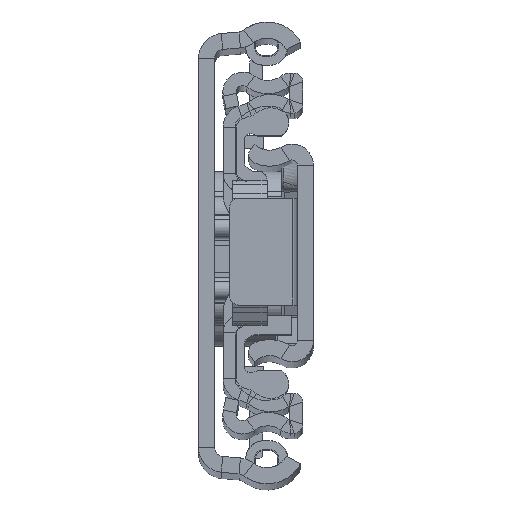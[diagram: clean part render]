
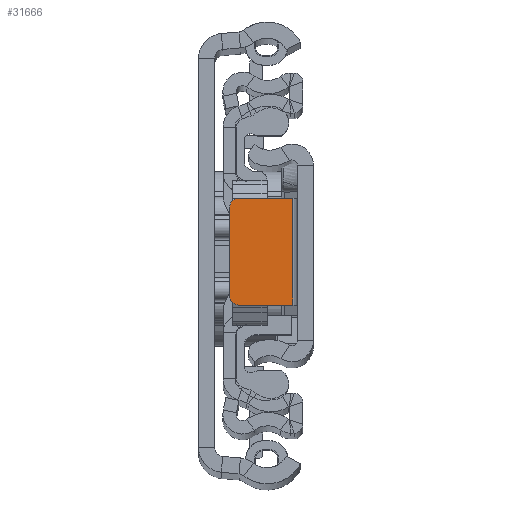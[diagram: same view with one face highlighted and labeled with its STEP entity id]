
A CAD part, top view. The second image highlights one B-rep face of the part: STEP entity #31666.
In plain terms, the highlighted planar face has unit normal (0, 0, 1).
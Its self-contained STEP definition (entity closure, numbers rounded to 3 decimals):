
#165 = DIRECTION ( 'NONE',  ( 1., 0., 0. ) ) ;
#2227 = VERTEX_POINT ( 'NONE', #17926 ) ;
#3054 = ORIENTED_EDGE ( 'NONE', *, *, #27457, .T. ) ;
#3085 = ORIENTED_EDGE ( 'NONE', *, *, #27066, .F. ) ;
#3104 = CARTESIAN_POINT ( 'NONE',  ( -8.4, -4.849, -6.8 ) ) ;
#3727 = VERTEX_POINT ( 'NONE', #9321 ) ;
#3753 = CARTESIAN_POINT ( 'NONE',  ( -9.4, -4.849, -6.8 ) ) ;
#4349 = VERTEX_POINT ( 'NONE', #20357 ) ;
#5731 = VERTEX_POINT ( 'NONE', #7124 ) ;
#5838 = DIRECTION ( 'NONE',  ( 1., 0., 0. ) ) ;
#5887 = AXIS2_PLACEMENT_3D ( 'NONE', #10228, #28730, #20695 ) ;
#5972 = CIRCLE ( 'NONE', #25128, 1. ) ;
#6175 = DIRECTION ( 'NONE',  ( 0., -1., 0. ) ) ;
#7124 = CARTESIAN_POINT ( 'NONE',  ( -9.4, 5.151, -6.8 ) ) ;
#7868 = LINE ( 'NONE', #31004, #19076 ) ;
#8407 = CARTESIAN_POINT ( 'NONE',  ( -2.3, -5.849, -6.8 ) ) ;
#9321 = CARTESIAN_POINT ( 'NONE',  ( -8.4, -5.849, -6.8 ) ) ;
#10184 = EDGE_CURVE ( 'NONE', #27579, #5731, #12712, .T. ) ;
#10228 = CARTESIAN_POINT ( 'NONE',  ( 0., 0., -6.8 ) ) ;
#11305 = LINE ( 'NONE', #24690, #33253 ) ;
#12712 = LINE ( 'NONE', #14947, #15165 ) ;
#14351 = ORIENTED_EDGE ( 'NONE', *, *, #23192, .F. ) ;
#14947 = CARTESIAN_POINT ( 'NONE',  ( -9.4, 6.151, -6.8 ) ) ;
#15165 = VECTOR ( 'NONE', #23328, 1000. ) ;
#16294 = AXIS2_PLACEMENT_3D ( 'NONE', #3104, #19032, #5838 ) ;
#16362 = EDGE_CURVE ( 'NONE', #4349, #24651, #11305, .T. ) ;
#16676 = ORIENTED_EDGE ( 'NONE', *, *, #10184, .F. ) ;
#17261 = LINE ( 'NONE', #30447, #26614 ) ;
#17926 = CARTESIAN_POINT ( 'NONE',  ( -8.4, 6.151, -6.8 ) ) ;
#17960 = PLANE ( 'NONE',  #5887 ) ;
#18329 = DIRECTION ( 'NONE',  ( -1., 0., 0. ) ) ;
#18946 = EDGE_LOOP ( 'NONE', ( #16676, #31910, #3085, #33245, #14351, #3054 ) ) ;
#19032 = DIRECTION ( 'NONE',  ( 0., 0., 1. ) ) ;
#19076 = VECTOR ( 'NONE', #18329, 1000. ) ;
#19999 = DIRECTION ( 'NONE',  ( 1., 0., 0. ) ) ;
#20124 = CIRCLE ( 'NONE', #16294, 1. ) ;
#20357 = CARTESIAN_POINT ( 'NONE',  ( -2.3, 6.151, -6.8 ) ) ;
#20695 = DIRECTION ( 'NONE',  ( 1., 0., 0. ) ) ;
#23192 = EDGE_CURVE ( 'NONE', #2227, #4349, #17261, .T. ) ;
#23328 = DIRECTION ( 'NONE',  ( 0., 1., 0. ) ) ;
#24651 = VERTEX_POINT ( 'NONE', #8407 ) ;
#24688 = EDGE_CURVE ( 'NONE', #27579, #3727, #20124, .T. ) ;
#24690 = CARTESIAN_POINT ( 'NONE',  ( -2.3, 6.151, -6.8 ) ) ;
#25128 = AXIS2_PLACEMENT_3D ( 'NONE', #29064, #26672, #165 ) ;
#25690 = FACE_OUTER_BOUND ( 'NONE', #18946, .T. ) ;
#26614 = VECTOR ( 'NONE', #19999, 1000. ) ;
#26672 = DIRECTION ( 'NONE',  ( 0., 0., 1. ) ) ;
#27066 = EDGE_CURVE ( 'NONE', #24651, #3727, #7868, .T. ) ;
#27457 = EDGE_CURVE ( 'NONE', #2227, #5731, #5972, .T. ) ;
#27579 = VERTEX_POINT ( 'NONE', #3753 ) ;
#28730 = DIRECTION ( 'NONE',  ( 0., 0., 1. ) ) ;
#29064 = CARTESIAN_POINT ( 'NONE',  ( -8.4, 5.151, -6.8 ) ) ;
#30447 = CARTESIAN_POINT ( 'NONE',  ( -1.8, 6.151, -6.8 ) ) ;
#31004 = CARTESIAN_POINT ( 'NONE',  ( -9.4, -5.849, -6.8 ) ) ;
#31666 = ADVANCED_FACE ( 'NONE', ( #25690 ), #17960, .T. ) ;
#31910 = ORIENTED_EDGE ( 'NONE', *, *, #24688, .T. ) ;
#33245 = ORIENTED_EDGE ( 'NONE', *, *, #16362, .F. ) ;
#33253 = VECTOR ( 'NONE', #6175, 1000. ) ;
